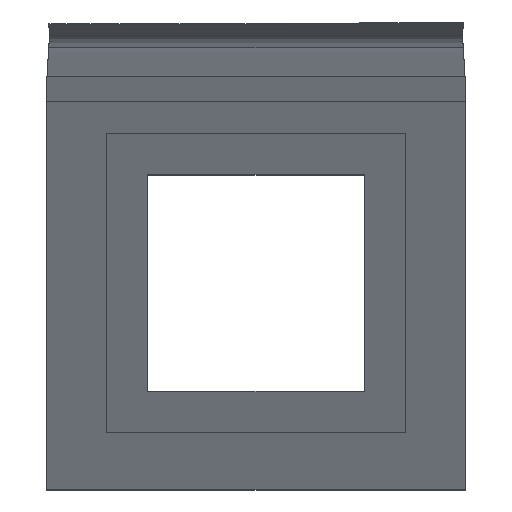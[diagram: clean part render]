
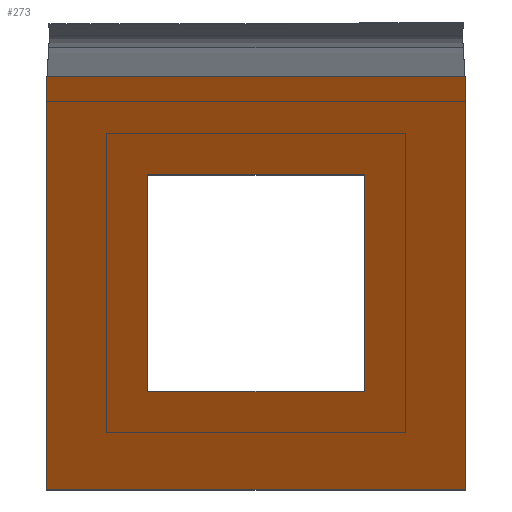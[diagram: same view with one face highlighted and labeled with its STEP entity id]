
A CAD part, front view. The second image highlights one B-rep face of the part: STEP entity #273.
In plain terms, the highlighted planar face has unit normal (0, -0.866, -0.5).
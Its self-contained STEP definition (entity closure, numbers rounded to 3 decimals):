
#16 = VERTEX_POINT ( 'NONE', #687 ) ;
#18 = EDGE_CURVE ( 'NONE', #16, #22, #685, .T. ) ;
#22 = VERTEX_POINT ( 'NONE', #676 ) ;
#56 = EDGE_CURVE ( 'NONE', #57, #59, #738, .T. ) ;
#57 = VERTEX_POINT ( 'NONE', #798 ) ;
#59 = VERTEX_POINT ( 'NONE', #796 ) ;
#68 = VERTEX_POINT ( 'NONE', #785 ) ;
#273 = ADVANCED_FACE ( 'NONE', ( #1179, #1178 ), #1173, .T. ) ;
#274 = EDGE_LOOP ( 'NONE', ( #275, #276, #278, #279 ) ) ;
#275 = ORIENTED_EDGE ( 'NONE', *, *, #56, .T. ) ;
#276 = ORIENTED_EDGE ( 'NONE', *, *, #277, .T. ) ;
#277 = EDGE_CURVE ( 'NONE', #59, #16, #1168, .T. ) ;
#278 = ORIENTED_EDGE ( 'NONE', *, *, #18, .T. ) ;
#279 = ORIENTED_EDGE ( 'NONE', *, *, #280, .T. ) ;
#280 = EDGE_CURVE ( 'NONE', #22, #57, #1164, .T. ) ;
#281 = EDGE_LOOP ( 'NONE', ( #338, #339, #340, #341 ) ) ;
#283 = VERTEX_POINT ( 'NONE', #1218 ) ;
#285 = EDGE_CURVE ( 'NONE', #283, #296, #1217, .T. ) ;
#296 = VERTEX_POINT ( 'NONE', #1199 ) ;
#298 = EDGE_CURVE ( 'NONE', #296, #68, #1198, .T. ) ;
#308 = EDGE_CURVE ( 'NONE', #68, #309, #1246, .T. ) ;
#309 = VERTEX_POINT ( 'NONE', #1242 ) ;
#338 = ORIENTED_EDGE ( 'NONE', *, *, #308, .F. ) ;
#339 = ORIENTED_EDGE ( 'NONE', *, *, #298, .F. ) ;
#340 = ORIENTED_EDGE ( 'NONE', *, *, #285, .F. ) ;
#341 = ORIENTED_EDGE ( 'NONE', *, *, #351, .F. ) ;
#351 = EDGE_CURVE ( 'NONE', #309, #283, #1257, .T. ) ;
#676 = CARTESIAN_POINT ( 'NONE',  ( 182.5, -41.281, 69.5 ) ) ;
#682 = DIRECTION ( 'NONE',  ( 0., 0.5, -0.866 ) ) ;
#683 = VECTOR ( 'NONE', #682, 1000. ) ;
#684 = CARTESIAN_POINT ( 'NONE',  ( 182.5, -41.281, 69.5 ) ) ;
#685 = LINE ( 'NONE', #684, #683 ) ;
#687 = CARTESIAN_POINT ( 'NONE',  ( 182.5, -252.013, 434.5 ) ) ;
#737 = CARTESIAN_POINT ( 'NONE',  ( -182.5, -252.013, 434.5 ) ) ;
#738 = LINE ( 'NONE', #737, #800 ) ;
#785 = CARTESIAN_POINT ( 'NONE',  ( 352.5, -347.897, 600.575 ) ) ;
#796 = CARTESIAN_POINT ( 'NONE',  ( -182.5, -252.013, 434.5 ) ) ;
#798 = CARTESIAN_POINT ( 'NONE',  ( -182.5, -41.281, 69.5 ) ) ;
#799 = DIRECTION ( 'NONE',  ( 0., -0.5, 0.866 ) ) ;
#800 = VECTOR ( 'NONE', #799, 1000. ) ;
#1161 = DIRECTION ( 'NONE',  ( -1., 0., 0. ) ) ;
#1162 = VECTOR ( 'NONE', #1161, 1000. ) ;
#1163 = CARTESIAN_POINT ( 'NONE',  ( -182.5, -41.281, 69.5 ) ) ;
#1164 = LINE ( 'NONE', #1163, #1162 ) ;
#1165 = DIRECTION ( 'NONE',  ( 1., 0., 0. ) ) ;
#1166 = VECTOR ( 'NONE', #1165, 1000. ) ;
#1167 = CARTESIAN_POINT ( 'NONE',  ( 182.5, -252.013, 434.5 ) ) ;
#1168 = LINE ( 'NONE', #1167, #1166 ) ;
#1169 = DIRECTION ( 'NONE',  ( 0., 0.5, -0.866 ) ) ;
#1170 = DIRECTION ( 'NONE',  ( 0., -0.866, -0.5 ) ) ;
#1171 = CARTESIAN_POINT ( 'NONE',  ( 352.5, -347.897, 600.575 ) ) ;
#1172 = AXIS2_PLACEMENT_3D ( 'NONE', #1171, #1170, #1169 ) ;
#1173 = PLANE ( 'NONE',  #1172 ) ;
#1178 = FACE_OUTER_BOUND ( 'NONE', #281, .T. ) ;
#1179 = FACE_BOUND ( 'NONE', #274, .T. ) ;
#1195 = DIRECTION ( 'NONE',  ( 1., 0., 0. ) ) ;
#1196 = VECTOR ( 'NONE', #1195, 1000. ) ;
#1197 = CARTESIAN_POINT ( 'NONE',  ( 352.5, -347.897, 600.575 ) ) ;
#1198 = LINE ( 'NONE', #1197, #1196 ) ;
#1199 = CARTESIAN_POINT ( 'NONE',  ( -352.5, -347.897, 600.575 ) ) ;
#1214 = DIRECTION ( 'NONE',  ( 0., -0.5, 0.866 ) ) ;
#1215 = VECTOR ( 'NONE', #1214, 1000. ) ;
#1216 = CARTESIAN_POINT ( 'NONE',  ( -352.5, 54.603, -96.575 ) ) ;
#1217 = LINE ( 'NONE', #1216, #1215 ) ;
#1218 = CARTESIAN_POINT ( 'NONE',  ( -352.5, 54.603, -96.575 ) ) ;
#1242 = CARTESIAN_POINT ( 'NONE',  ( 352.5, 54.603, -96.575 ) ) ;
#1243 = DIRECTION ( 'NONE',  ( 0., 0.5, -0.866 ) ) ;
#1244 = VECTOR ( 'NONE', #1243, 1000. ) ;
#1245 = CARTESIAN_POINT ( 'NONE',  ( 352.5, 54.603, -96.575 ) ) ;
#1246 = LINE ( 'NONE', #1245, #1244 ) ;
#1251 = DIRECTION ( 'NONE',  ( -1., 0., 0. ) ) ;
#1252 = VECTOR ( 'NONE', #1251, 1000. ) ;
#1253 = CARTESIAN_POINT ( 'NONE',  ( 352.5, 54.603, -96.575 ) ) ;
#1257 = LINE ( 'NONE', #1253, #1252 ) ;
